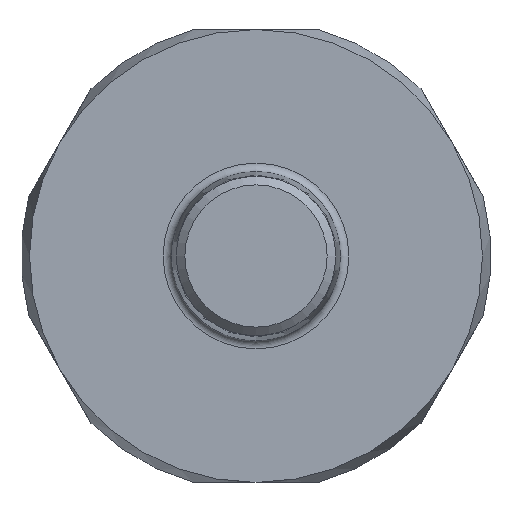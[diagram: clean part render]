
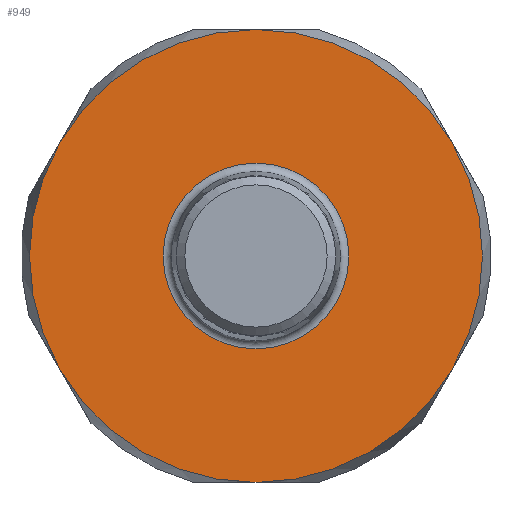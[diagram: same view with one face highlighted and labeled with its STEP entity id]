
A CAD part, left-side view. The second image highlights one B-rep face of the part: STEP entity #949.
In plain terms, the highlighted planar face has unit normal (-1, 0, 0).
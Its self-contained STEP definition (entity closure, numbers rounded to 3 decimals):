
#21=PLANE('',#1017);
#191=ORIENTED_EDGE('',*,*,#369,.F.);
#192=ORIENTED_EDGE('',*,*,#327,.F.);
#193=ORIENTED_EDGE('',*,*,#331,.F.);
#194=ORIENTED_EDGE('',*,*,#335,.F.);
#195=ORIENTED_EDGE('',*,*,#321,.F.);
#196=ORIENTED_EDGE('',*,*,#323,.F.);
#197=ORIENTED_EDGE('',*,*,#370,.T.);
#321=EDGE_CURVE('',#415,#416,#475,.T.);
#323=EDGE_CURVE('',#417,#415,#476,.T.);
#327=EDGE_CURVE('',#420,#421,#478,.T.);
#331=EDGE_CURVE('',#424,#420,#480,.T.);
#335=EDGE_CURVE('',#416,#424,#482,.T.);
#369=EDGE_CURVE('',#421,#417,#494,.T.);
#370=EDGE_CURVE('',#445,#445,#495,.T.);
#415=VERTEX_POINT('',#1275);
#416=VERTEX_POINT('',#1277);
#417=VERTEX_POINT('',#1285);
#420=VERTEX_POINT('',#1301);
#421=VERTEX_POINT('',#1302);
#424=VERTEX_POINT('',#1318);
#445=VERTEX_POINT('',#1446);
#475=CIRCLE('',#984,13.5);
#476=CIRCLE('',#986,13.5);
#478=CIRCLE('',#989,13.5);
#480=CIRCLE('',#992,13.5);
#482=CIRCLE('',#995,13.5);
#494=CIRCLE('',#1018,13.5);
#495=CIRCLE('',#1019,5.536);
#530=EDGE_LOOP('',(#191,#192,#193,#194,#195,#196));
#531=EDGE_LOOP('',(#197));
#581=FACE_BOUND('',#530,.T.);
#582=FACE_BOUND('',#531,.T.);
#949=ADVANCED_FACE('',(#581,#582),#21,.F.);
#984=AXIS2_PLACEMENT_3D('',#1276,#1072,#1073);
#986=AXIS2_PLACEMENT_3D('',#1284,#1076,#1077);
#989=AXIS2_PLACEMENT_3D('',#1300,#1082,#1083);
#992=AXIS2_PLACEMENT_3D('',#1317,#1088,#1089);
#995=AXIS2_PLACEMENT_3D('',#1333,#1094,#1095);
#1017=AXIS2_PLACEMENT_3D('',#1443,#1148,#1149);
#1018=AXIS2_PLACEMENT_3D('',#1444,#1150,#1151);
#1019=AXIS2_PLACEMENT_3D('',#1445,#1152,#1153);
#1072=DIRECTION('',(1.,0.,0.));
#1073=DIRECTION('',(0.,0.,-1.));
#1076=DIRECTION('',(1.,0.,0.));
#1077=DIRECTION('',(0.,0.,-1.));
#1082=DIRECTION('',(1.,0.,0.));
#1083=DIRECTION('',(0.,0.,-1.));
#1088=DIRECTION('',(1.,0.,0.));
#1089=DIRECTION('',(0.,0.,-1.));
#1094=DIRECTION('',(1.,0.,0.));
#1095=DIRECTION('',(0.,0.,-1.));
#1148=DIRECTION('',(1.,0.,0.));
#1149=DIRECTION('',(0.,0.,-1.));
#1150=DIRECTION('',(1.,0.,0.));
#1151=DIRECTION('',(0.,0.,-1.));
#1152=DIRECTION('',(1.,0.,0.));
#1153=DIRECTION('',(0.,0.,-1.));
#1275=CARTESIAN_POINT('',(0.,0.,13.5));
#1276=CARTESIAN_POINT('',(0.,0.,0.));
#1277=CARTESIAN_POINT('',(0.,-11.691,6.75));
#1284=CARTESIAN_POINT('',(0.,0.,0.));
#1285=CARTESIAN_POINT('',(0.,11.691,6.75));
#1300=CARTESIAN_POINT('',(0.,0.,0.));
#1301=CARTESIAN_POINT('',(0.,0.,-13.5));
#1302=CARTESIAN_POINT('',(0.,11.691,-6.75));
#1317=CARTESIAN_POINT('',(0.,0.,0.));
#1318=CARTESIAN_POINT('',(0.,-11.691,-6.75));
#1333=CARTESIAN_POINT('',(0.,0.,0.));
#1443=CARTESIAN_POINT('',(0.,0.,0.));
#1444=CARTESIAN_POINT('',(0.,0.,0.));
#1445=CARTESIAN_POINT('',(0.,0.,0.));
#1446=CARTESIAN_POINT('',(0.,0.,-5.536));
